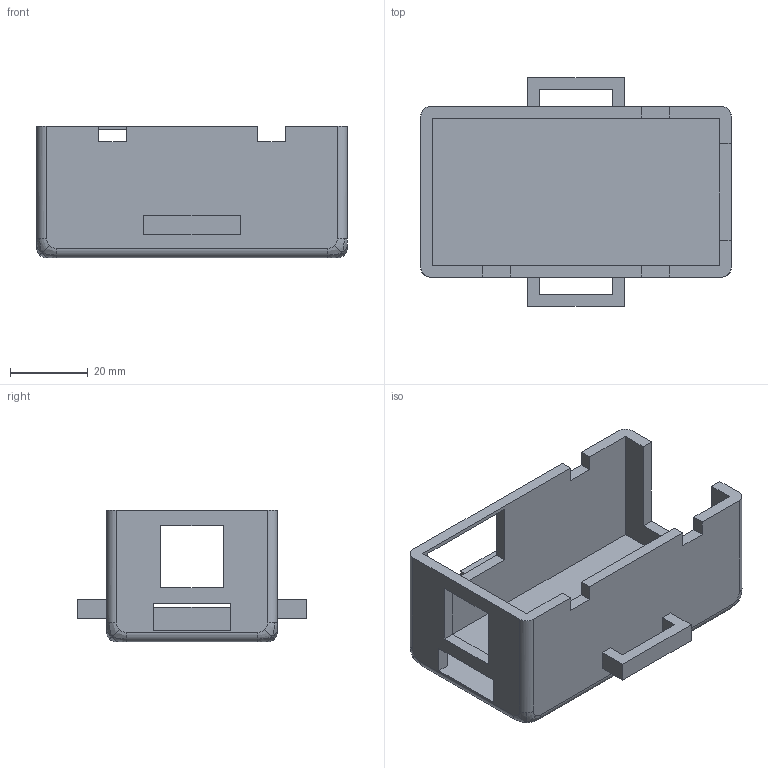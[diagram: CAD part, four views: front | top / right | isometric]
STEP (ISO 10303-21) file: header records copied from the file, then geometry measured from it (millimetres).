
FILE_DESCRIPTION(/* description */ (''),/* implementation_level */ '2;1');
FILE_NAME(/* name */ 'new_watch_body_v2.step',/* time_stamp */ '2025-07-19T01:55:36+09:00',/* author */ (''),/* organization */ (''),/* preprocessor_version */ 'ST-DEVELOPER v20.1',/* originating_system */ 'Autodesk Translation Framework v14.10.0.0',/* authorisation */ '');
FILE_SCHEMA (('AUTOMOTIVE_DESIGN { 1 0 10303 214 3 1 1 }'));
Length unit declared in the file: millimetre
Products named in the file (1): new_watch
Bounding box: 80 x 59 x 34 mm (x, y, z)
Volume: 28338.4 mm3; surface area: 20742.1 mm2
Topology: 1 solids, 1 shells, 85 faces, 240 edges, 156 vertices
Faces by surface type: plane 53, bspline 24, cylinder 8
Entity records: 3630 total; most frequent: CARTESIAN_POINT 1442, ORIENTED_EDGE 480, DIRECTION 392, EDGE_CURVE 240, LINE 164, VECTOR 164, VERTEX_POINT 156, AXIS2_PLACEMENT_3D 114
